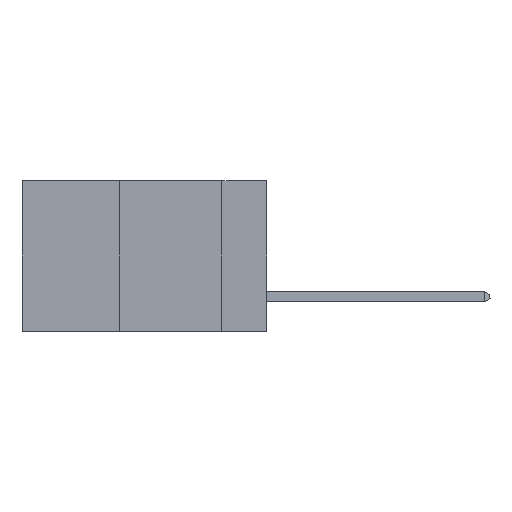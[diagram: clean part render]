
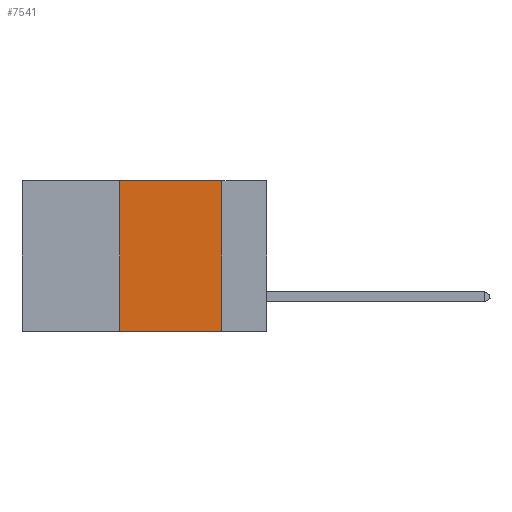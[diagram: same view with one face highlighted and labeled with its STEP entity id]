
A CAD part, left-side view. The second image highlights one B-rep face of the part: STEP entity #7541.
In plain terms, the highlighted planar face has unit normal (-1, 0, 0).
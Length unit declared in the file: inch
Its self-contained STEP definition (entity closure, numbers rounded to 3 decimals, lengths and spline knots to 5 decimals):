
#59 = VERTEX_POINT ( 'NONE', #2393 ) ;
#1426 = FACE_OUTER_BOUND ( 'NONE', #20431, .T. ) ;
#2393 = CARTESIAN_POINT ( 'NONE',  ( 0., 0.11, -0.37 ) ) ;
#3293 = LINE ( 'NONE', #7370, #18439 ) ;
#3862 = CARTESIAN_POINT ( 'NONE',  ( 0., 0.6, 0. ) ) ;
#4436 = EDGE_CURVE ( 'NONE', #17707, #14491, #12311, .T. ) ;
#5106 = ORIENTED_EDGE ( 'NONE', *, *, #19304, .F. ) ;
#5888 = DIRECTION ( 'NONE',  ( 0., 0., 1. ) ) ;
#6137 = CARTESIAN_POINT ( 'NONE',  ( 0., 0.36, -0.37 ) ) ;
#6299 = DIRECTION ( 'NONE',  ( 0., -1., 0. ) ) ;
#6327 = VERTEX_POINT ( 'NONE', #6137 ) ;
#7370 = CARTESIAN_POINT ( 'NONE',  ( 0., 0.11, 0. ) ) ;
#7541 = ADVANCED_FACE ( 'NONE', ( #1426 ), #9783, .F. ) ;
#7704 = CARTESIAN_POINT ( 'NONE',  ( 0., 0.36, 0. ) ) ;
#8330 = CARTESIAN_POINT ( 'NONE',  ( 0., 0.6, -0.37 ) ) ;
#8594 = AXIS2_PLACEMENT_3D ( 'NONE', #3862, #23585, #11740 ) ;
#9020 = CARTESIAN_POINT ( 'NONE',  ( 0., 0.36, 0. ) ) ;
#9268 = DIRECTION ( 'NONE',  ( 0., 0., -1. ) ) ;
#9783 = PLANE ( 'NONE',  #8594 ) ;
#10641 = LINE ( 'NONE', #8330, #25149 ) ;
#10763 = CARTESIAN_POINT ( 'NONE',  ( 0., 0.6, 0. ) ) ;
#11740 = DIRECTION ( 'NONE',  ( 0., 0., -1. ) ) ;
#12311 = LINE ( 'NONE', #10763, #18861 ) ;
#12531 = ORIENTED_EDGE ( 'NONE', *, *, #4436, .F. ) ;
#14491 = VERTEX_POINT ( 'NONE', #15703 ) ;
#15156 = VECTOR ( 'NONE', #5888, 39.37008 ) ;
#15252 = ORIENTED_EDGE ( 'NONE', *, *, #19190, .F. ) ;
#15703 = CARTESIAN_POINT ( 'NONE',  ( 0., 0.11, 0. ) ) ;
#17707 = VERTEX_POINT ( 'NONE', #9020 ) ;
#18439 = VECTOR ( 'NONE', #9268, 39.37008 ) ;
#18861 = VECTOR ( 'NONE', #22827, 39.37008 ) ;
#19190 = EDGE_CURVE ( 'NONE', #14491, #59, #3293, .T. ) ;
#19304 = EDGE_CURVE ( 'NONE', #6327, #17707, #22921, .T. ) ;
#20431 = EDGE_LOOP ( 'NONE', ( #15252, #12531, #5106, #23526 ) ) ;
#22827 = DIRECTION ( 'NONE',  ( 0., -1., 0. ) ) ;
#22921 = LINE ( 'NONE', #7704, #15156 ) ;
#23326 = EDGE_CURVE ( 'NONE', #6327, #59, #10641, .T. ) ;
#23526 = ORIENTED_EDGE ( 'NONE', *, *, #23326, .T. ) ;
#23585 = DIRECTION ( 'NONE',  ( 1., 0., 0. ) ) ;
#25149 = VECTOR ( 'NONE', #6299, 39.37008 ) ;
